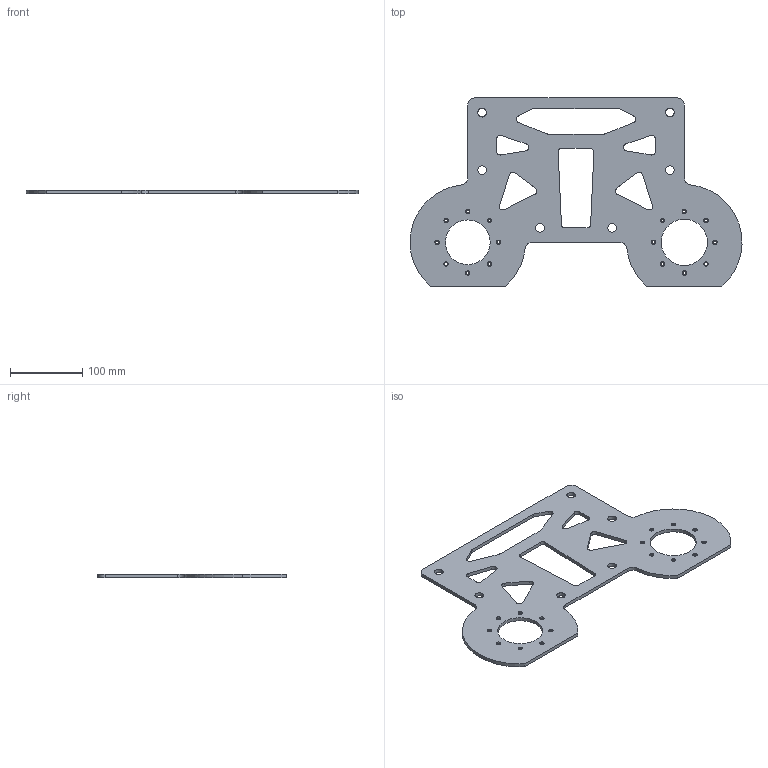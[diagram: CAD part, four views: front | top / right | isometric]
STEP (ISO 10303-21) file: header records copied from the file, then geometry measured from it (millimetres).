
FILE_DESCRIPTION (( 'STEP AP214' ), '1' );
FILE_NAME ('0 掖啣1.STEP', '2024-03-21T15:13:50', ( '' ), ( '' ), 'SwSTEP 2.0', 'SolidWorks 2021', '' );
FILE_SCHEMA (( 'AUTOMOTIVE_DESIGN' ));
Length unit declared in the file: millimetre
Products named in the file (1): 0 掖啣1
Bounding box: 459.96 x 260.62 x 5 mm (x, y, z)
Volume: 329763.9 mm3; surface area: 149435.5 mm2
Topology: 1 solids, 1 shells, 164 faces, 438 edges, 292 vertices
Faces by surface type: cylinder 118, plane 46
Entity records: 5392 total; most frequent: DIRECTION 1004, CARTESIAN_POINT 895, ORIENTED_EDGE 876, EDGE_CURVE 438, AXIS2_PLACEMENT_3D 401, VERTEX_POINT 292, EDGE_LOOP 240, CIRCLE 236
